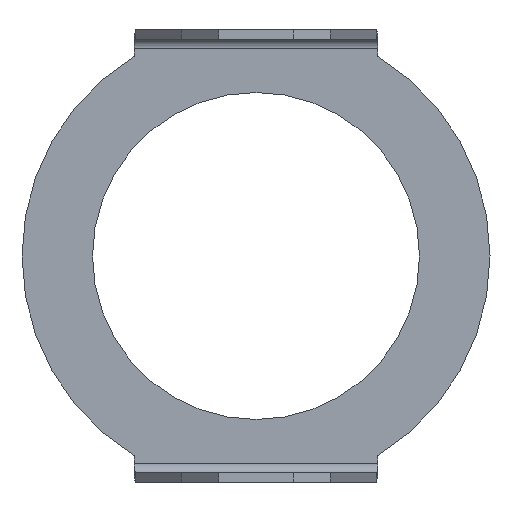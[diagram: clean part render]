
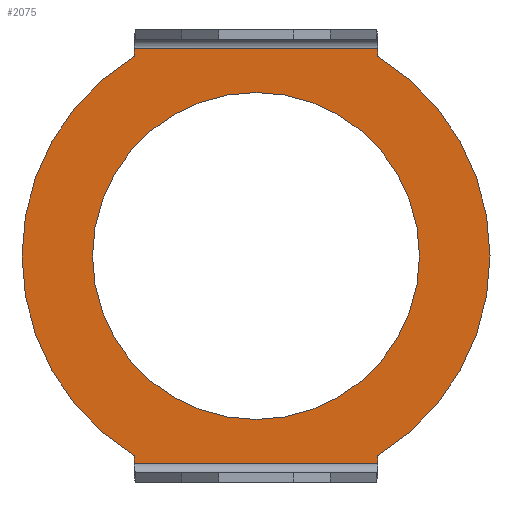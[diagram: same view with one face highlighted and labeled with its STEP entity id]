
A CAD part, left-side view. The second image highlights one B-rep face of the part: STEP entity #2075.
In plain terms, the highlighted planar face has unit normal (-1, 0, 0).
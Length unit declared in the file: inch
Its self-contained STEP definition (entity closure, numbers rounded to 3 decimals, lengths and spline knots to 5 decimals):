
#32=FACE_BOUND($,#316,.T.);
#108=PLANE($,#2259);
#203=FACE_OUTER_BOUND($,#315,.T.);
#315=EDGE_LOOP($,(#1645,#1646,#1647,#1648,#1649,#1650,#1651,#1652));
#316=EDGE_LOOP($,(#1653));
#522=LINE($,#3503,#714);
#525=LINE($,#3513,#717);
#526=LINE($,#3517,#718);
#527=LINE($,#3519,#719);
#528=LINE($,#3521,#720);
#529=LINE($,#3524,#721);
#714=VECTOR($,#2724,1.638);
#717=VECTOR($,#2735,0.04944);
#718=VECTOR($,#2738,0.04944);
#719=VECTOR($,#2739,1.638);
#720=VECTOR($,#2740,0.04944);
#721=VECTOR($,#2743,0.04944);
#857=CIRCLE($,#2260,1.57446);
#858=CIRCLE($,#2261,1.57446);
#859=CIRCLE($,#2262,1.1);
#1017=VERTEX_POINT($,#3498);
#1018=VERTEX_POINT($,#3501);
#1021=VERTEX_POINT($,#3512);
#1022=VERTEX_POINT($,#3514);
#1023=VERTEX_POINT($,#3516);
#1024=VERTEX_POINT($,#3518);
#1025=VERTEX_POINT($,#3520);
#1026=VERTEX_POINT($,#3522);
#1027=VERTEX_POINT($,#3525);
#1282=EDGE_CURVE($,#1017,#1018,#522,.T.);
#1287=EDGE_CURVE($,#1021,#1018,#525,.T.);
#1288=EDGE_CURVE($,#1022,#1021,#857,.T.);
#1289=EDGE_CURVE($,#1023,#1022,#526,.T.);
#1290=EDGE_CURVE($,#1023,#1024,#527,.T.);
#1291=EDGE_CURVE($,#1025,#1024,#528,.T.);
#1292=EDGE_CURVE($,#1026,#1025,#858,.T.);
#1293=EDGE_CURVE($,#1017,#1026,#529,.T.);
#1294=EDGE_CURVE($,#1027,#1027,#859,.T.);
#1645=ORIENTED_EDGE($,*,*,#1282,.T.);
#1646=ORIENTED_EDGE($,*,*,#1287,.F.);
#1647=ORIENTED_EDGE($,*,*,#1288,.F.);
#1648=ORIENTED_EDGE($,*,*,#1289,.F.);
#1649=ORIENTED_EDGE($,*,*,#1290,.T.);
#1650=ORIENTED_EDGE($,*,*,#1291,.F.);
#1651=ORIENTED_EDGE($,*,*,#1292,.F.);
#1652=ORIENTED_EDGE($,*,*,#1293,.F.);
#1653=ORIENTED_EDGE($,*,*,#1294,.T.);
#2075=ADVANCED_FACE($,(#203,#32),#108,.F.);
#2259=AXIS2_PLACEMENT_3D($,#3511,#2733,#2734);
#2260=AXIS2_PLACEMENT_3D($,#3515,#2736,#2737);
#2261=AXIS2_PLACEMENT_3D($,#3523,#2741,#2742);
#2262=AXIS2_PLACEMENT_3D($,#3526,#2744,#2745);
#2724=DIRECTION($,(0.,-1.,0.));
#2733=DIRECTION('center_axis',(1.,0.,0.));
#2734=DIRECTION('ref_axis',(0.,0.,-1.));
#2735=DIRECTION($,(0.,0.,-1.));
#2736=DIRECTION('center_axis',(1.,0.,0.));
#2737=DIRECTION('ref_axis',(0.,0.52,-0.854));
#2738=DIRECTION($,(0.,0.,-1.));
#2739=DIRECTION($,(0.,1.,0.));
#2740=DIRECTION($,(0.,0.,1.));
#2741=DIRECTION('center_axis',(1.,0.,0.));
#2742=DIRECTION('ref_axis',(0.,-0.52,0.854));
#2743=DIRECTION($,(0.,0.,1.));
#2744=DIRECTION('center_axis',(1.,0.,0.));
#2745=DIRECTION('ref_axis',(0.,0.,1.));
#3498=CARTESIAN_POINT('',(2.55134,0.40812,-2.91624));
#3501=CARTESIAN_POINT('',(2.55134,-1.22988,-2.91624));
#3503=CARTESIAN_POINT($,(2.55134,0.40812,-2.91624));
#3511=CARTESIAN_POINT('Origin',(2.55134,-0.41088,-1.7813));
#3512=CARTESIAN_POINT('',(2.55134,-1.22988,-2.8668));
#3513=CARTESIAN_POINT($,(2.55134,-1.22988,-2.8668));
#3514=CARTESIAN_POINT('',(2.55134,-1.22988,-0.17744));
#3515=CARTESIAN_POINT('Origin',(2.55134,-0.41088,-1.52212));
#3516=CARTESIAN_POINT('',(2.55134,-1.22988,-0.128));
#3517=CARTESIAN_POINT($,(2.55134,-1.22988,-0.128));
#3518=CARTESIAN_POINT('',(2.55134,0.40812,-0.128));
#3519=CARTESIAN_POINT($,(2.55134,-1.22988,-0.128));
#3520=CARTESIAN_POINT('',(2.55134,0.40812,-0.17744));
#3521=CARTESIAN_POINT($,(2.55134,0.40812,-0.17744));
#3522=CARTESIAN_POINT('',(2.55134,0.40812,-2.8668));
#3523=CARTESIAN_POINT('Origin',(2.55134,-0.41088,-1.52212));
#3524=CARTESIAN_POINT($,(2.55134,0.40812,-2.91624));
#3525=CARTESIAN_POINT('',(2.55134,-0.41088,-2.62212));
#3526=CARTESIAN_POINT('Origin',(2.55134,-0.41088,-1.52212));
